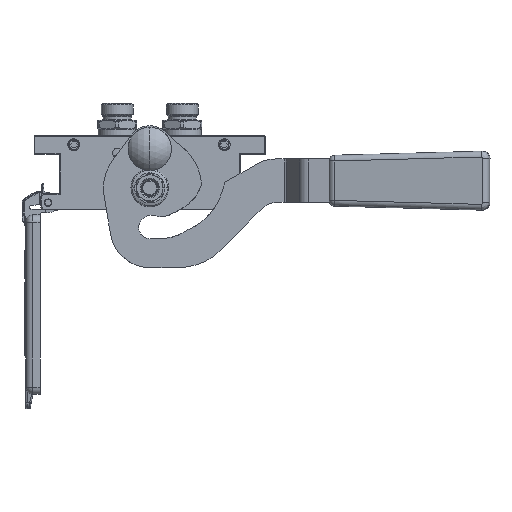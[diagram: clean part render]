
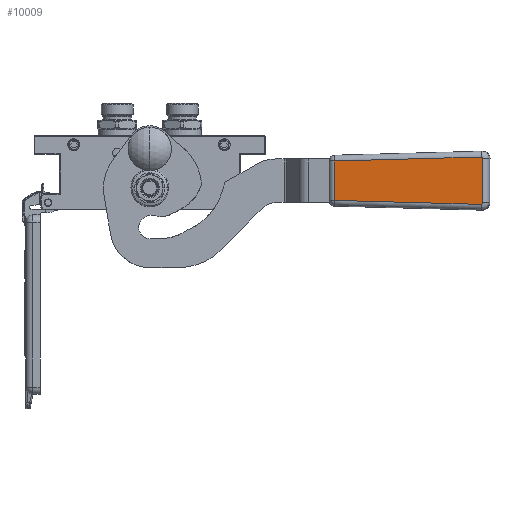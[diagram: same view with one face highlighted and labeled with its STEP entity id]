
A CAD part, front view. The second image highlights one B-rep face of the part: STEP entity #10009.
In plain terms, the highlighted face is planar.
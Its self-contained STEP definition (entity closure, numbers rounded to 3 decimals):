
#2944 = CARTESIAN_POINT ( 'NONE',  ( -16.363, 0.069, -5.081 ) ) ;
#3050 = CARTESIAN_POINT ( 'NONE',  ( -16.364, 0.068, -5.014 ) ) ;
#3968 = CARTESIAN_POINT ( 'NONE',  ( -15.754, 0.056, -4.127 ) ) ;
#4919 = EDGE_CURVE ( 'NONE', #75657, #59412, #34544, .T. ) ;
#8192 = CARTESIAN_POINT ( 'NONE',  ( 16.363, 0.069, -5.081 ) ) ;
#8600 = CARTESIAN_POINT ( 'NONE',  ( 15.43, 0.055, -4.054 ) ) ;
#10009 = ADVANCED_FACE ( 'NONE', ( #10027 ), #73861, .F. ) ;
#10027 = FACE_OUTER_BOUND ( 'NONE', #13678, .T. ) ;
#10116 = CARTESIAN_POINT ( 'NONE',  ( 16.363, 0.069, -5.081 ) ) ;
#13584 = VECTOR ( 'NONE', #76282, 1000. ) ;
#13678 = EDGE_LOOP ( 'NONE', ( #27924, #24417, #68925, #54057, #14600, #78293 ) ) ;
#13875 = CARTESIAN_POINT ( 'NONE',  ( -13.607, 1.447, -107.054 ) ) ;
#14600 = ORIENTED_EDGE ( 'NONE', *, *, #25294, .F. ) ;
#14900 = VERTEX_POINT ( 'NONE', #26249 ) ;
#16306 = CARTESIAN_POINT ( 'NONE',  ( 16.209, 0.061, -4.509 ) ) ;
#19840 = LINE ( 'NONE', #39229, #89190 ) ;
#20299 = VECTOR ( 'NONE', #66180, 1000. ) ;
#20674 = CARTESIAN_POINT ( 'NONE',  ( -15.363, 0.055, -4.054 ) ) ;
#20845 = CARTESIAN_POINT ( 'NONE',  ( -15.363, 0.055, -4.054 ) ) ;
#24304 = CARTESIAN_POINT ( 'NONE',  ( -16.355, 0.066, -4.882 ) ) ;
#24417 = ORIENTED_EDGE ( 'NONE', *, *, #48922, .F. ) ;
#25294 = EDGE_CURVE ( 'NONE', #81984, #33229, #71961, .T. ) ;
#25584 = AXIS2_PLACEMENT_3D ( 'NONE', #45226, #53237, #60301 ) ;
#26249 = CARTESIAN_POINT ( 'NONE',  ( -13.607, 1.447, -107.054 ) ) ;
#27204 = EDGE_CURVE ( 'NONE', #33229, #75657, #40081, .T. ) ;
#27924 = ORIENTED_EDGE ( 'NONE', *, *, #44860, .F. ) ;
#29256 = CARTESIAN_POINT ( 'NONE',  ( 16.355, 0.066, -4.882 ) ) ;
#33229 = VERTEX_POINT ( 'NONE', #20674 ) ;
#34544 = B_SPLINE_CURVE_WITH_KNOTS ( 'NONE', 3,
 ( #50808, #8600, #72359, #71737, #36651, #78531, #16306, #78843, #29256, #37554, #72050 ),
 .UNSPECIFIED., .F., .F.,
 ( 4, 1, 1, 1, 1, 1, 1, 1, 4 ),
 ( 0., 0.125, 0.25, 0.375, 0.5, 0.625, 0.75, 0.875, 1. ),
 .UNSPECIFIED. ) ;
#34834 = VERTEX_POINT ( 'NONE', #43261 ) ;
#36651 = CARTESIAN_POINT ( 'NONE',  ( 15.931, 0.057, -4.223 ) ) ;
#37554 = CARTESIAN_POINT ( 'NONE',  ( 16.364, 0.068, -5.014 ) ) ;
#37863 = LINE ( 'NONE', #13875, #74289 ) ;
#38470 = CARTESIAN_POINT ( 'NONE',  ( -16.301, 0.063, -4.688 ) ) ;
#38612 = DIRECTION ( 'NONE',  ( -1., 0., 0. ) ) ;
#39010 = LINE ( 'NONE', #10116, #20299 ) ;
#39078 = CARTESIAN_POINT ( 'NONE',  ( -15.931, 0.057, -4.223 ) ) ;
#39229 = CARTESIAN_POINT ( 'NONE',  ( 13.607, 1.447, -107.054 ) ) ;
#40081 = LINE ( 'NONE', #20845, #13584 ) ;
#43261 = CARTESIAN_POINT ( 'NONE',  ( 13.607, 1.447, -107.054 ) ) ;
#44860 = EDGE_CURVE ( 'NONE', #34834, #14900, #19840, .T. ) ;
#45226 = CARTESIAN_POINT ( 'NONE',  ( 50., 1.5, -111. ) ) ;
#48711 = DIRECTION ( 'NONE',  ( -0.027, -0.014, 1. ) ) ;
#48922 = EDGE_CURVE ( 'NONE', #59412, #34834, #39010, .T. ) ;
#50808 = CARTESIAN_POINT ( 'NONE',  ( 15.363, 0.055, -4.054 ) ) ;
#53237 = DIRECTION ( 'NONE',  ( 0., 1., 0.014 ) ) ;
#53847 = CARTESIAN_POINT ( 'NONE',  ( -15.562, 0.055, -4.067 ) ) ;
#54057 = ORIENTED_EDGE ( 'NONE', *, *, #27204, .F. ) ;
#59412 = VERTEX_POINT ( 'NONE', #8192 ) ;
#60301 = DIRECTION ( 'NONE',  ( 0., -0.014, 1. ) ) ;
#64668 = EDGE_CURVE ( 'NONE', #14900, #81984, #37863, .T. ) ;
#66157 = CARTESIAN_POINT ( 'NONE',  ( -16.363, 0.069, -5.081 ) ) ;
#66180 = DIRECTION ( 'NONE',  ( -0.027, 0.014, -1. ) ) ;
#68925 = ORIENTED_EDGE ( 'NONE', *, *, #4919, .F. ) ;
#71737 = CARTESIAN_POINT ( 'NONE',  ( 15.754, 0.056, -4.127 ) ) ;
#71961 = B_SPLINE_CURVE_WITH_KNOTS ( 'NONE', 3,
 ( #66157, #3050, #24304, #38470, #87736, #74185, #39078, #3968, #53847, #89556, #82202 ),
 .UNSPECIFIED., .F., .F.,
 ( 4, 1, 1, 1, 1, 1, 1, 1, 4 ),
 ( 0., 0.125, 0.25, 0.375, 0.5, 0.625, 0.75, 0.875, 1. ),
 .UNSPECIFIED. ) ;
#72050 = CARTESIAN_POINT ( 'NONE',  ( 16.363, 0.069, -5.081 ) ) ;
#72359 = CARTESIAN_POINT ( 'NONE',  ( 15.562, 0.055, -4.067 ) ) ;
#73861 = PLANE ( 'NONE',  #25584 ) ;
#74185 = CARTESIAN_POINT ( 'NONE',  ( -16.084, 0.059, -4.352 ) ) ;
#74289 = VECTOR ( 'NONE', #48711, 1000. ) ;
#75657 = VERTEX_POINT ( 'NONE', #77636 ) ;
#76282 = DIRECTION ( 'NONE',  ( 1., 0., 0. ) ) ;
#77636 = CARTESIAN_POINT ( 'NONE',  ( 15.363, 0.055, -4.054 ) ) ;
#78293 = ORIENTED_EDGE ( 'NONE', *, *, #64668, .F. ) ;
#78531 = CARTESIAN_POINT ( 'NONE',  ( 16.084, 0.059, -4.352 ) ) ;
#78843 = CARTESIAN_POINT ( 'NONE',  ( 16.301, 0.063, -4.688 ) ) ;
#81984 = VERTEX_POINT ( 'NONE', #2944 ) ;
#82202 = CARTESIAN_POINT ( 'NONE',  ( -15.363, 0.055, -4.054 ) ) ;
#87736 = CARTESIAN_POINT ( 'NONE',  ( -16.209, 0.061, -4.509 ) ) ;
#89190 = VECTOR ( 'NONE', #38612, 1000. ) ;
#89556 = CARTESIAN_POINT ( 'NONE',  ( -15.43, 0.055, -4.054 ) ) ;
